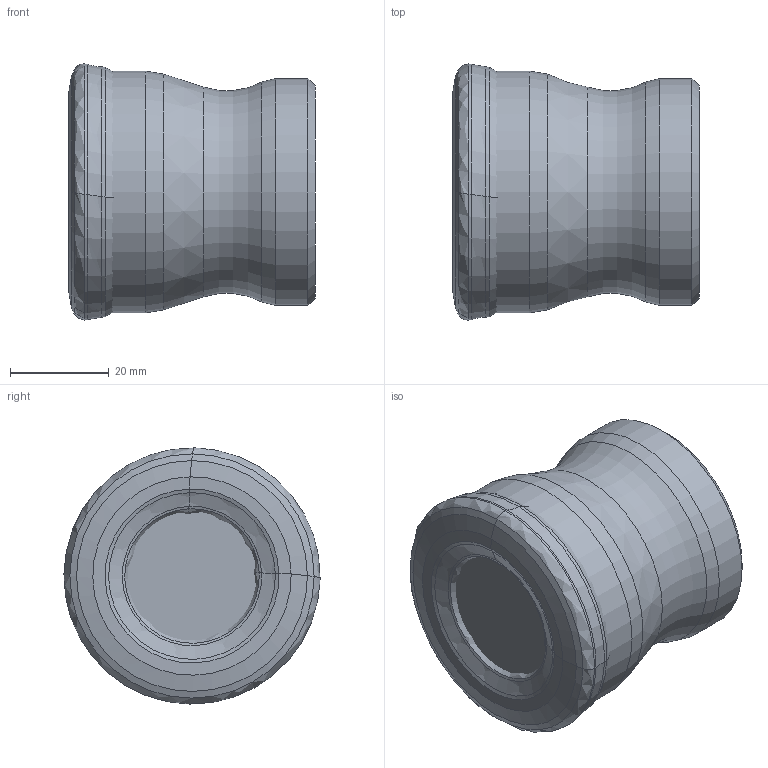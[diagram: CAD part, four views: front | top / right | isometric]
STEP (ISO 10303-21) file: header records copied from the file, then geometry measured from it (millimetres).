
FILE_DESCRIPTION(/* description */ (''),/* implementation_level */ '2;1');
FILE_NAME(/* name */ 'AHFMC-JD1204-D052-A22-Z03-H.stp',/* time_stamp */ '2023-10-10T08:43:20+03:00',/* author */ (''),/* organization */ (''),/* preprocessor_version */ 'ST-DEVELOPER v19.4',/* originating_system */ 'SIEMENS PLM Software NX2306.5001',/* authorisation */ '');
FILE_SCHEMA (('AUTOMOTIVE_DESIGN { 1 0 10303 214 3 1 1 1 }'));
Length unit declared in the file: millimetre
Products named in the file (1): AHFMC-JD1204-D052-A22-Z03-H-LIGHT_x_t_objects
Bounding box: 50 x 51.94 x 51.94 mm (x, y, z)
Volume: 96550.7 mm3; surface area: 15788.9 mm2
Topology: 2 solids, 2 shells, 57 faces, 111 edges, 56 vertices
Faces by surface type: bspline 43, torus 5, revolution 4, cylinder 2, plane 2, cone 1
Full cylindrical faces by diameter (mm): 46 x1, 49 x1
Entity records: 1859 total; most frequent: CARTESIAN_POINT 845, ORIENTED_EDGE 196, DIRECTION 192, EDGE_CURVE 98, AXIS2_PLACEMENT_3D 79, EDGE_LOOP 70, CIRCLE 68, ADVANCED_FACE 57
